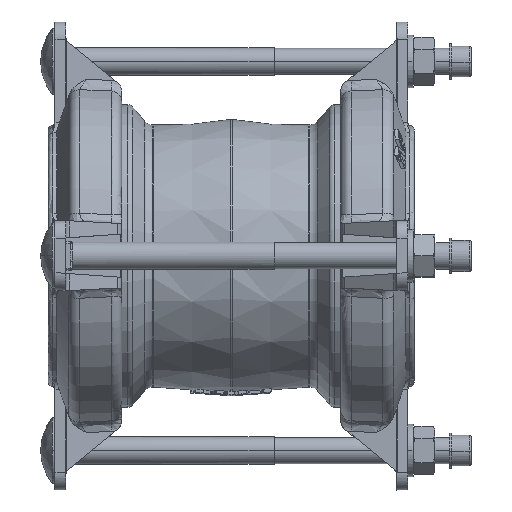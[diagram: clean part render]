
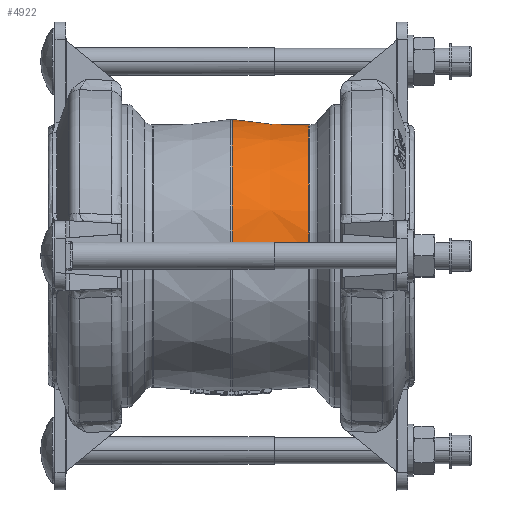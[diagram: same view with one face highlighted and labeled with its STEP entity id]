
A CAD part, top view. The second image highlights one B-rep face of the part: STEP entity #4922.
In plain terms, the highlighted conical face has half-angle 4 degrees and reference radius 62.293 mm.
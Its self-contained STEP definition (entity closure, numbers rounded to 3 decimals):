
#4922 = ADVANCED_FACE ( 'NONE', ( #13944 ), #13948, .T. ) ;
#6535 = VERTEX_POINT ( 'NONE', #24669 ) ;
#6536 = VERTEX_POINT ( 'NONE', #24670 ) ;
#6552 = VERTEX_POINT ( 'NONE', #24686 ) ;
#6556 = VERTEX_POINT ( 'NONE', #24690 ) ;
#9421 = EDGE_CURVE ( 'NONE', #6552, #6556, #15918, .T. ) ;
#9422 = EDGE_CURVE ( 'NONE', #6552, #6536, #15911, .T. ) ;
#9423 = EDGE_CURVE ( 'NONE', #6556, #6535, #15922, .T. ) ;
#10824 = ORIENTED_EDGE ( 'NONE', *, *, #9423, .F. ) ;
#10828 = ORIENTED_EDGE ( 'NONE', *, *, #9421, .F. ) ;
#10907 = ORIENTED_EDGE ( 'NONE', *, *, #21616, .T. ) ;
#10909 = ORIENTED_EDGE ( 'NONE', *, *, #9422, .T. ) ;
#11259 = AXIS2_PLACEMENT_3D ( 'NONE', #37709, #37706, #37705 ) ;
#12744 = EDGE_LOOP ( 'NONE', ( #10828, #10909, #10907, #10824 ) ) ;
#13944 = FACE_OUTER_BOUND ( 'NONE', #12744, .T. ) ;
#13948 = CONICAL_SURFACE ( 'NONE', #11259, 62.293, 0.07 ) ;
#15097 = AXIS2_PLACEMENT_3D ( 'NONE', #17720, #17721, #17722 ) ;
#15911 = LINE ( 'NONE', #17719, #15924 ) ;
#15918 = CIRCLE ( 'NONE', #15097, 59.843 ) ;
#15922 = LINE ( 'NONE', #17718, #15926 ) ;
#15924 = VECTOR ( 'NONE', #17716, 1000. ) ;
#15926 = VECTOR ( 'NONE', #17723, 1000. ) ;
#17716 = DIRECTION ( 'NONE',  ( -0.998, 0., -0.07 ) ) ;
#17718 = CARTESIAN_POINT ( 'NONE',  ( 0.349, 0., 62.293 ) ) ;
#17719 = CARTESIAN_POINT ( 'NONE',  ( 0.349, 0., -62.293 ) ) ;
#17720 = CARTESIAN_POINT ( 'NONE',  ( 35.388, 0., 0. ) ) ;
#17721 = DIRECTION ( 'NONE',  ( 1., 0., 0. ) ) ;
#17722 = DIRECTION ( 'NONE',  ( 0., 0., -1. ) ) ;
#17723 = DIRECTION ( 'NONE',  ( -0.998, 0., 0.07 ) ) ;
#21616 = EDGE_CURVE ( 'NONE', #6536, #6535, #28742, .T. ) ;
#24669 = CARTESIAN_POINT ( 'NONE',  ( 0.349, 0., 62.293 ) ) ;
#24670 = CARTESIAN_POINT ( 'NONE',  ( 0.349, 0., -62.293 ) ) ;
#24686 = CARTESIAN_POINT ( 'NONE',  ( 35.388, 0., -59.843 ) ) ;
#24690 = CARTESIAN_POINT ( 'NONE',  ( 35.388, 0., 59.843 ) ) ;
#28742 = CIRCLE ( 'NONE', #30140, 62.293 ) ;
#30140 = AXIS2_PLACEMENT_3D ( 'NONE', #36488, #36489, #36490 ) ;
#36488 = CARTESIAN_POINT ( 'NONE',  ( 0.349, 0., 0. ) ) ;
#36489 = DIRECTION ( 'NONE',  ( 1., 0., 0. ) ) ;
#36490 = DIRECTION ( 'NONE',  ( 0., 0., -1. ) ) ;
#37705 = DIRECTION ( 'NONE',  ( 0., 0., 1. ) ) ;
#37706 = DIRECTION ( 'NONE',  ( -1., 0., 0. ) ) ;
#37709 = CARTESIAN_POINT ( 'NONE',  ( 0.349, 0., 0. ) ) ;
